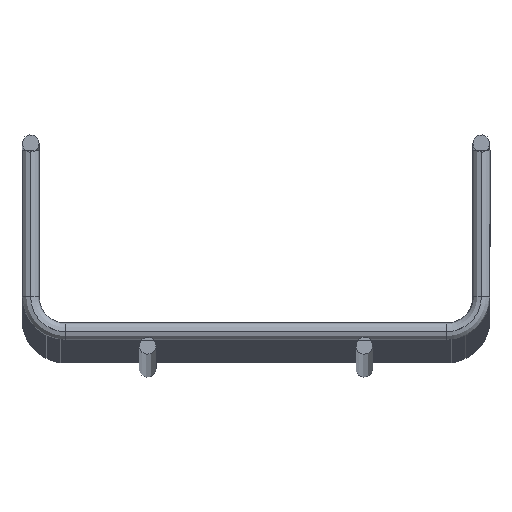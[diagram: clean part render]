
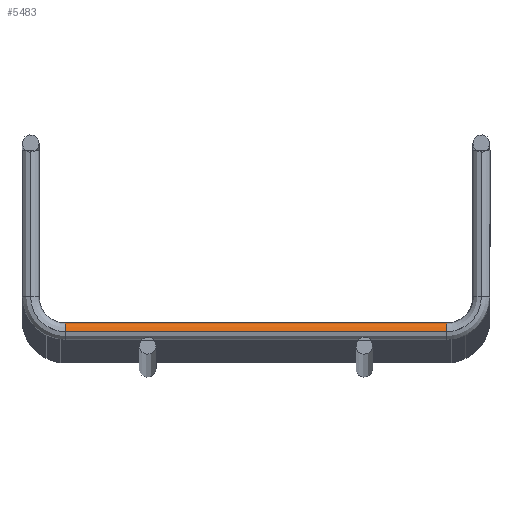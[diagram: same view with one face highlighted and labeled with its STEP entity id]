
A CAD part, top view. The second image highlights one B-rep face of the part: STEP entity #5483.
In plain terms, the highlighted cylindrical face has radius 2 mm (diameter 4 mm), a partial arc.
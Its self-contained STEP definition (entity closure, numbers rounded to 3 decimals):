
#534 = VECTOR ( 'NONE', #3031, 1000. ) ;
#1116 = CIRCLE ( 'NONE', #9756, 2. ) ;
#2460 = DIRECTION ( 'NONE',  ( 1., 0., 0. ) ) ;
#3031 = DIRECTION ( 'NONE',  ( -1., 0., 0. ) ) ;
#3127 = CARTESIAN_POINT ( 'NONE',  ( -44., 2., 0. ) ) ;
#3544 = CARTESIAN_POINT ( 'NONE',  ( -44., 4., -2. ) ) ;
#3599 = VERTEX_POINT ( 'NONE', #12720 ) ;
#4738 = CARTESIAN_POINT ( 'NONE',  ( -44., 4., -2. ) ) ;
#4789 = CARTESIAN_POINT ( 'NONE',  ( -54., 2., -2. ) ) ;
#5151 = ORIENTED_EDGE ( 'NONE', *, *, #13874, .F. ) ;
#5165 = DIRECTION ( 'NONE',  ( 0., 0., -1. ) ) ;
#5199 = VERTEX_POINT ( 'NONE', #16081 ) ;
#5483 = ADVANCED_FACE ( 'NONE', ( #10386 ), #7488, .T. ) ;
#6003 = CIRCLE ( 'NONE', #7438, 2. ) ;
#6541 = CARTESIAN_POINT ( 'NONE',  ( -44., 2., -2. ) ) ;
#7333 = AXIS2_PLACEMENT_3D ( 'NONE', #4789, #15609, #8745 ) ;
#7438 = AXIS2_PLACEMENT_3D ( 'NONE', #6541, #7971, #16112 ) ;
#7488 = CYLINDRICAL_SURFACE ( 'NONE', #7333, 2. ) ;
#7929 = EDGE_CURVE ( 'NONE', #5199, #3599, #1116, .T. ) ;
#7971 = DIRECTION ( 'NONE',  ( 1., 0., 0. ) ) ;
#8001 = ORIENTED_EDGE ( 'NONE', *, *, #13942, .T. ) ;
#8745 = DIRECTION ( 'NONE',  ( 0., -1., 0. ) ) ;
#9128 = CARTESIAN_POINT ( 'NONE',  ( 44., 2., -2. ) ) ;
#9756 = AXIS2_PLACEMENT_3D ( 'NONE', #9128, #2460, #5165 ) ;
#10386 = FACE_OUTER_BOUND ( 'NONE', #16651, .T. ) ;
#10998 = ORIENTED_EDGE ( 'NONE', *, *, #16671, .T. ) ;
#12419 = VERTEX_POINT ( 'NONE', #4738 ) ;
#12720 = CARTESIAN_POINT ( 'NONE',  ( 44., 2., 0. ) ) ;
#12872 = CARTESIAN_POINT ( 'NONE',  ( -44., 2., 0. ) ) ;
#13103 = LINE ( 'NONE', #3544, #16058 ) ;
#13857 = VERTEX_POINT ( 'NONE', #12872 ) ;
#13874 = EDGE_CURVE ( 'NONE', #3599, #13857, #15477, .T. ) ;
#13942 = EDGE_CURVE ( 'NONE', #12419, #13857, #6003, .T. ) ;
#15477 = LINE ( 'NONE', #3127, #534 ) ;
#15609 = DIRECTION ( 'NONE',  ( -1., 0., 0. ) ) ;
#16058 = VECTOR ( 'NONE', #17049, 1000. ) ;
#16081 = CARTESIAN_POINT ( 'NONE',  ( 44., 4., -2. ) ) ;
#16112 = DIRECTION ( 'NONE',  ( 0., 0., -1. ) ) ;
#16559 = ORIENTED_EDGE ( 'NONE', *, *, #7929, .F. ) ;
#16651 = EDGE_LOOP ( 'NONE', ( #10998, #8001, #5151, #16559 ) ) ;
#16671 = EDGE_CURVE ( 'NONE', #5199, #12419, #13103, .T. ) ;
#17049 = DIRECTION ( 'NONE',  ( -1., 0., 0. ) ) ;
